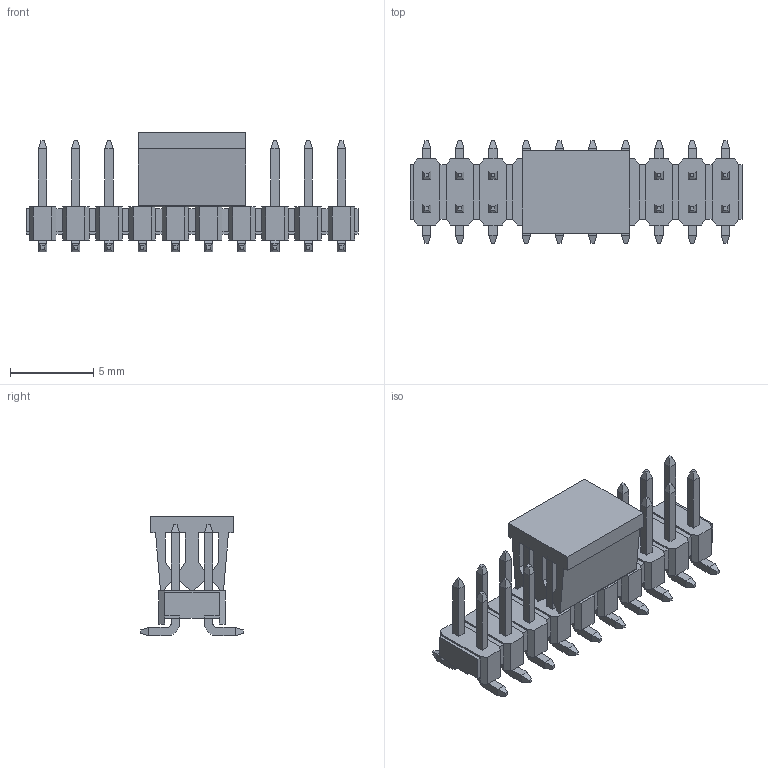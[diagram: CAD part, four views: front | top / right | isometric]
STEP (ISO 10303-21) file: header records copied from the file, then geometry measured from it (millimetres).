
FILE_DESCRIPTION(/* description */ ('Unknown'),/* implementation_level */ '2;1');
FILE_NAME(/* name */ '62102021921',/* time_stamp */ '2016-11-22T16:04:58+01:00',/* author */ ('Unknown'),/* organization */ ('Unknown'),/* preprocessor_version */ 'ST-DEVELOPER v16.7',/* originating_system */ 'DEX',/* authorisation */ $);
FILE_SCHEMA (('AUTOMOTIVE_DESIGN {1 0 10303 214 3 1 1}'));
Length unit declared in the file: millimetre
Products named in the file (4): 6210xx21921; 62102021921; 6210xx21921_PIN; 621xxx21921_Cap
Assembly tree (22 placements, depth 2):
  6210xx21921
    62102021921
    6210xx21921_PIN  x20
    621xxx21921_Cap
Bounding box: 20 x 6.2 x 7.2 mm (x, y, z)
Volume: 235.7 mm3; surface area: 892.9 mm2
Topology: 22 solids, 22 shells, 756 faces, 1856 edges, 1144 vertices
Faces by surface type: plane 713, cylinder 43
Entity records: 12721 total; most frequent: CARTESIAN_POINT 2221, ORIENTED_EDGE 2192, DIRECTION 1980, EDGE_CURVE 1096, LINE 1086, VECTOR 1086, VERTEX_POINT 688, EDGE_LOOP 454
